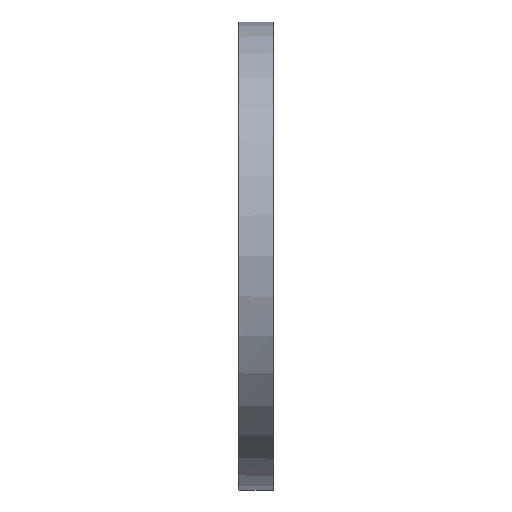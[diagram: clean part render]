
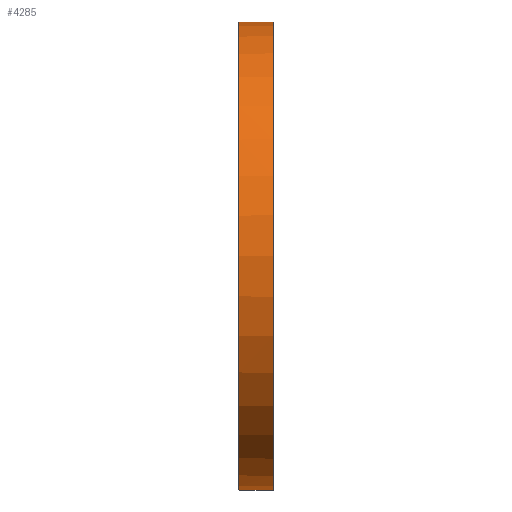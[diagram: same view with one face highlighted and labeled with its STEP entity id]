
A CAD part, left-side view. The second image highlights one B-rep face of the part: STEP entity #4285.
In plain terms, the highlighted cylindrical face has radius 184.15 mm (diameter 368.3 mm), a partial arc.
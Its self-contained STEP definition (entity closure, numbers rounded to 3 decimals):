
#141 = EDGE_CURVE ( 'NONE', #4733, #2928, #705, .T. ) ;
#260 = VERTEX_POINT ( 'NONE', #2262 ) ;
#380 = ORIENTED_EDGE ( 'NONE', *, *, #2670, .T. ) ;
#415 = CARTESIAN_POINT ( 'NONE',  ( 0., 0.5, 0. ) ) ;
#433 = DIRECTION ( 'NONE',  ( 0., -1., 0. ) ) ;
#535 = VECTOR ( 'NONE', #433, 1000. ) ;
#541 = CARTESIAN_POINT ( 'NONE',  ( 0., 26.7, -184.15 ) ) ;
#555 = VERTEX_POINT ( 'NONE', #4250 ) ;
#568 = DIRECTION ( 'NONE',  ( 0., -1., 0. ) ) ;
#626 = DIRECTION ( 'NONE',  ( 0., -1., 0. ) ) ;
#695 = VECTOR ( 'NONE', #3347, 1000. ) ;
#705 = CIRCLE ( 'NONE', #4558, 184.15 ) ;
#858 = CIRCLE ( 'NONE', #1177, 184.15 ) ;
#919 = DIRECTION ( 'NONE',  ( 0., 0., 1. ) ) ;
#1166 = EDGE_CURVE ( 'NONE', #3774, #260, #5110, .T. ) ;
#1177 = AXIS2_PLACEMENT_3D ( 'NONE', #415, #3917, #919 ) ;
#1291 = DIRECTION ( 'NONE',  ( 0., -1., 0. ) ) ;
#1332 = LINE ( 'NONE', #2868, #695 ) ;
#1560 = CARTESIAN_POINT ( 'NONE',  ( 0., -20.091, 0. ) ) ;
#1615 = VERTEX_POINT ( 'NONE', #541 ) ;
#1742 = CIRCLE ( 'NONE', #3128, 184.15 ) ;
#2049 = CARTESIAN_POINT ( 'NONE',  ( 0., 26.7, 0. ) ) ;
#2062 = DIRECTION ( 'NONE',  ( 0., -1., 0. ) ) ;
#2166 = EDGE_CURVE ( 'NONE', #3774, #555, #1742, .T. ) ;
#2262 = CARTESIAN_POINT ( 'NONE',  ( 0., 0.5, 184.15 ) ) ;
#2511 = ORIENTED_EDGE ( 'NONE', *, *, #1166, .F. ) ;
#2553 = DIRECTION ( 'NONE',  ( 0., 0., -1. ) ) ;
#2670 = EDGE_CURVE ( 'NONE', #4990, #260, #858, .T. ) ;
#2702 = EDGE_CURVE ( 'NONE', #2928, #3898, #4676, .T. ) ;
#2733 = EDGE_LOOP ( 'NONE', ( #2511, #3366, #4857, #4242, #3205, #5969, #6283, #380 ) ) ;
#2803 = CARTESIAN_POINT ( 'NONE',  ( 0., 27.5, 0. ) ) ;
#2842 = CARTESIAN_POINT ( 'NONE',  ( -1.5, 26.7, -184.144 ) ) ;
#2868 = CARTESIAN_POINT ( 'NONE',  ( -1.5, -20.091, 184.144 ) ) ;
#2913 = FACE_OUTER_BOUND ( 'NONE', #2733, .T. ) ;
#2928 = VERTEX_POINT ( 'NONE', #4743 ) ;
#2984 = DIRECTION ( 'NONE',  ( 0., -1., 0. ) ) ;
#3128 = AXIS2_PLACEMENT_3D ( 'NONE', #3606, #626, #4127 ) ;
#3179 = AXIS2_PLACEMENT_3D ( 'NONE', #1560, #2062, #4565 ) ;
#3205 = ORIENTED_EDGE ( 'NONE', *, *, #2702, .T. ) ;
#3210 = CIRCLE ( 'NONE', #6484, 184.15 ) ;
#3347 = DIRECTION ( 'NONE',  ( 0., 1., 0. ) ) ;
#3366 = ORIENTED_EDGE ( 'NONE', *, *, #2166, .T. ) ;
#3391 = EDGE_CURVE ( 'NONE', #1615, #4990, #4557, .T. ) ;
#3606 = CARTESIAN_POINT ( 'NONE',  ( 0., 26.7, 0. ) ) ;
#3774 = VERTEX_POINT ( 'NONE', #4213 ) ;
#3898 = VERTEX_POINT ( 'NONE', #2842 ) ;
#3917 = DIRECTION ( 'NONE',  ( 0., 1., 0. ) ) ;
#4019 = CARTESIAN_POINT ( 'NONE',  ( 0., -20.091, 184.15 ) ) ;
#4127 = DIRECTION ( 'NONE',  ( 0., 0., -1. ) ) ;
#4213 = CARTESIAN_POINT ( 'NONE',  ( 0., 26.7, 184.15 ) ) ;
#4238 = CYLINDRICAL_SURFACE ( 'NONE', #3179, 184.15 ) ;
#4242 = ORIENTED_EDGE ( 'NONE', *, *, #141, .T. ) ;
#4250 = CARTESIAN_POINT ( 'NONE',  ( -1.5, 26.7, 184.144 ) ) ;
#4285 = ADVANCED_FACE ( 'NONE', ( #2913 ), #4238, .T. ) ;
#4376 = CARTESIAN_POINT ( 'NONE',  ( -1.5, 27.5, 184.144 ) ) ;
#4557 = LINE ( 'NONE', #6066, #5904 ) ;
#4558 = AXIS2_PLACEMENT_3D ( 'NONE', #2803, #1291, #6415 ) ;
#4565 = DIRECTION ( 'NONE',  ( 0., 0., -1. ) ) ;
#4643 = VECTOR ( 'NONE', #2984, 1000. ) ;
#4676 = LINE ( 'NONE', #6436, #535 ) ;
#4732 = EDGE_CURVE ( 'NONE', #555, #4733, #1332, .T. ) ;
#4733 = VERTEX_POINT ( 'NONE', #4376 ) ;
#4743 = CARTESIAN_POINT ( 'NONE',  ( -1.5, 27.5, -184.144 ) ) ;
#4857 = ORIENTED_EDGE ( 'NONE', *, *, #4732, .T. ) ;
#4990 = VERTEX_POINT ( 'NONE', #6054 ) ;
#5110 = LINE ( 'NONE', #4019, #4643 ) ;
#5568 = DIRECTION ( 'NONE',  ( 0., -1., 0. ) ) ;
#5904 = VECTOR ( 'NONE', #568, 1000. ) ;
#5969 = ORIENTED_EDGE ( 'NONE', *, *, #6297, .T. ) ;
#6054 = CARTESIAN_POINT ( 'NONE',  ( 0., 0.5, -184.15 ) ) ;
#6066 = CARTESIAN_POINT ( 'NONE',  ( 0., -20.091, -184.15 ) ) ;
#6283 = ORIENTED_EDGE ( 'NONE', *, *, #3391, .T. ) ;
#6297 = EDGE_CURVE ( 'NONE', #3898, #1615, #3210, .T. ) ;
#6415 = DIRECTION ( 'NONE',  ( 0., 0., -1. ) ) ;
#6436 = CARTESIAN_POINT ( 'NONE',  ( -1.5, -20.091, -184.144 ) ) ;
#6484 = AXIS2_PLACEMENT_3D ( 'NONE', #2049, #5568, #2553 ) ;
